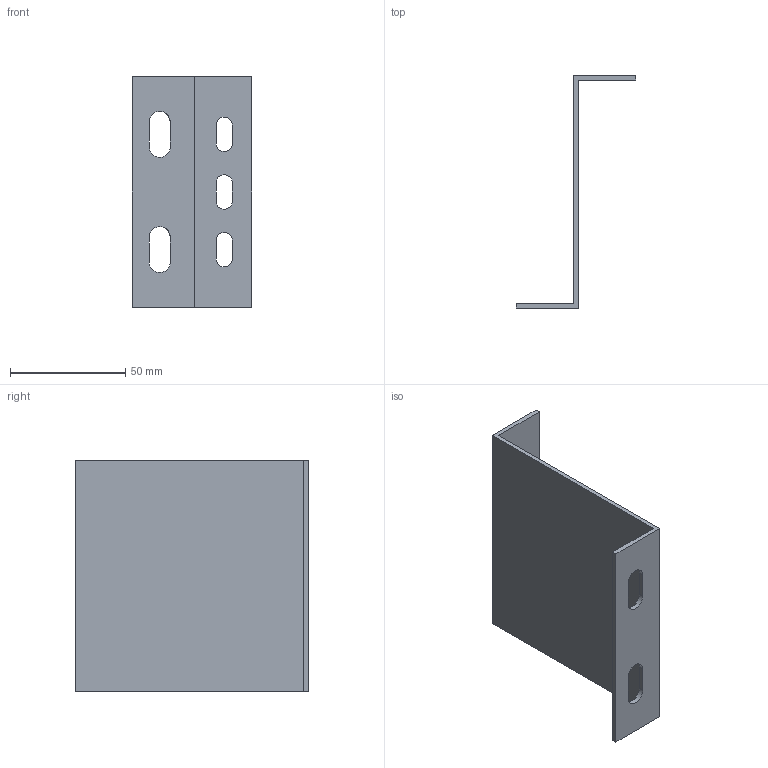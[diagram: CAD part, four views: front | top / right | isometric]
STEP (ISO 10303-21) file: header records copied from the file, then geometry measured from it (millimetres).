
FILE_DESCRIPTION(/* description */ (''),/* implementation_level */ '2;1');
FILE_NAME(/* name */ '6044581',/* time_stamp */ '2016-03-22T10:16:27+01:00',/* author */ (''),/* organization */ (''),/* preprocessor_version */ 'ST-DEVELOPER v15',/* originating_system */ '',/* authorisation */ '');
FILE_SCHEMA (('CONFIG_CONTROL_DESIGN'));
Length unit declared in the file: millimetre
Products named in the file (1): Document
Bounding box: 52 x 101 x 100 mm (x, y, z)
Volume: 28909.9 mm3; surface area: 30413.5 mm2
Topology: 1 solids, 1 shells, 32 faces, 90 edges, 60 vertices
Faces by surface type: plane 20, bspline 12
Entity records: 1206 total; most frequent: CARTESIAN_POINT 542, ORIENTED_EDGE 180, EDGE_CURVE 90, B_SPLINE_CURVE_WITH_KNOTS 66, VERTEX_POINT 60, EDGE_LOOP 42, ADVANCED_FACE 32, FACE_OUTER_BOUND 32
